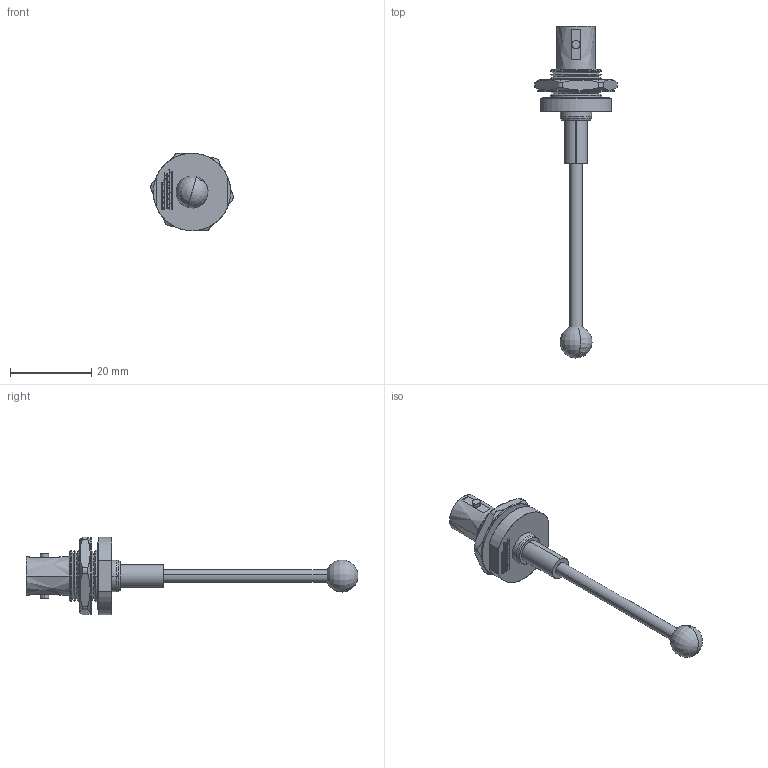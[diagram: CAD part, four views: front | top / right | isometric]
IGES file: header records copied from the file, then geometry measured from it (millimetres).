
Start section: SolidWorks IGES file using analytic representation for surfaces
Global section: file name: ANTENNA TRANSPONDER.IGS; native system: SolidWorks 2019; preprocessor: SolidWorks 2019; author: TWright; date: 190207.152159; units: inch
Bounding box: 20.27 x 81.61 x 19.09 mm (x, y, z)
Surface area: 3301.9 mm2 (no closed solid volume)
Topology: 0 solids, 0 shells, 3220 faces, 25794 edges, 25790 vertices
Faces by surface type: bspline 3091, revolution 129
